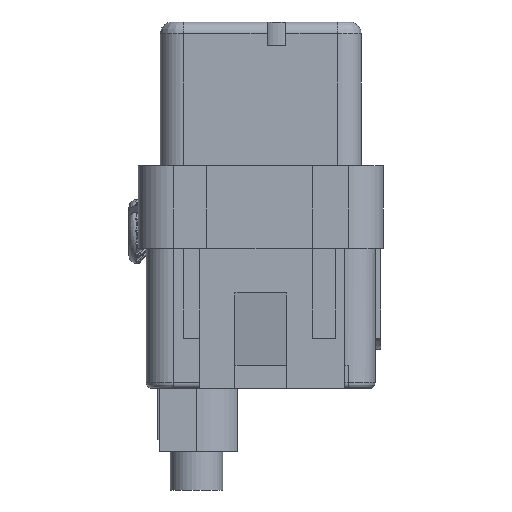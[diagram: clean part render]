
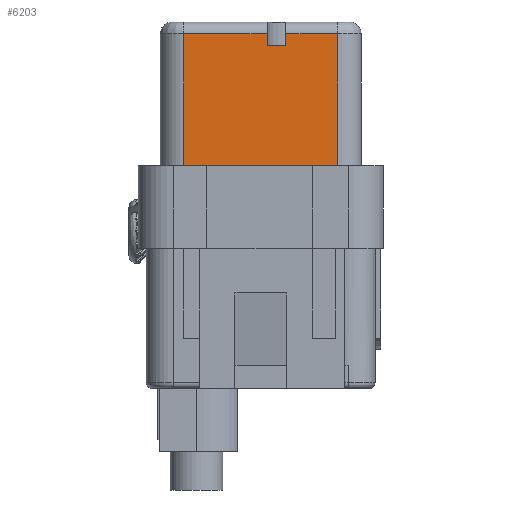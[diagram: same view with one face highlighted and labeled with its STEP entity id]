
A CAD part, left-side view. The second image highlights one B-rep face of the part: STEP entity #6203.
In plain terms, the highlighted planar face has unit normal (-1, 0, 0).
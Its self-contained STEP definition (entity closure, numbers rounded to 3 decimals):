
#4874=PLANE('',#20794);
#5524=FACE_OUTER_BOUND('',#7186,.T.);
#6203=ADVANCED_FACE('',(#5524),#4874,.T.);
#7186=EDGE_LOOP('',(#10625,#10626,#10627,#10628,#10629,#10630,#10631,#10632));
#10625=ORIENTED_EDGE('',*,*,#14249,.T.);
#10626=ORIENTED_EDGE('',*,*,#14248,.F.);
#10627=ORIENTED_EDGE('',*,*,#14250,.F.);
#10628=ORIENTED_EDGE('',*,*,#14251,.T.);
#10629=ORIENTED_EDGE('',*,*,#14252,.T.);
#10630=ORIENTED_EDGE('',*,*,#14253,.T.);
#10631=ORIENTED_EDGE('',*,*,#14254,.T.);
#10632=ORIENTED_EDGE('',*,*,#14255,.T.);
#12379=VERTEX_POINT('',#34405);
#12380=VERTEX_POINT('',#34433);
#12381=VERTEX_POINT('',#34437);
#12382=VERTEX_POINT('',#34439);
#12383=VERTEX_POINT('',#34441);
#12384=VERTEX_POINT('',#34443);
#12385=VERTEX_POINT('',#34445);
#12386=VERTEX_POINT('',#34447);
#14248=EDGE_CURVE('',#12380,#12379,#17364,.T.);
#14249=EDGE_CURVE('',#12381,#12379,#17365,.T.);
#14250=EDGE_CURVE('',#12382,#12380,#17366,.T.);
#14251=EDGE_CURVE('',#12382,#12383,#17367,.T.);
#14252=EDGE_CURVE('',#12383,#12384,#17368,.T.);
#14253=EDGE_CURVE('',#12384,#12385,#17369,.T.);
#14254=EDGE_CURVE('',#12385,#12386,#17370,.T.);
#14255=EDGE_CURVE('',#12386,#12381,#17371,.T.);
#17364=LINE('',#34434,#18728);
#17365=LINE('',#34436,#18729);
#17366=LINE('',#34438,#18730);
#17367=LINE('',#34440,#18731);
#17368=LINE('',#34442,#18732);
#17369=LINE('',#34444,#18733);
#17370=LINE('',#34446,#18734);
#17371=LINE('',#34448,#18735);
#18728=VECTOR('',#23472,1.);
#18729=VECTOR('',#23475,1.);
#18730=VECTOR('',#23476,1.);
#18731=VECTOR('',#23477,1.);
#18732=VECTOR('',#23478,1.);
#18733=VECTOR('',#23479,1.);
#18734=VECTOR('',#23480,1.);
#18735=VECTOR('',#23481,1.);
#20794=AXIS2_PLACEMENT_3D('',#34449,#23482,#23483);
#23472=DIRECTION('',(0.,0.,1.));
#23475=DIRECTION('',(0.,1.,0.));
#23476=DIRECTION('',(0.,1.,0.));
#23477=DIRECTION('',(0.,0.,1.));
#23478=DIRECTION('',(0.,1.,0.));
#23479=DIRECTION('',(0.,0.,-1.));
#23480=DIRECTION('',(0.,1.,0.));
#23481=DIRECTION('',(0.,0.,1.));
#23482=DIRECTION('',(-1.,0.,0.));
#23483=DIRECTION('',(0.,-1.,0.));
#34405=CARTESIAN_POINT('',(-6.169,10.595,21.057));
#34433=CARTESIAN_POINT('',(-6.169,10.595,9.757));
#34434=CARTESIAN_POINT('',(-6.169,10.595,9.757));
#34436=CARTESIAN_POINT('',(-6.169,3.445,21.057));
#34437=CARTESIAN_POINT('',(-6.169,3.445,21.057));
#34438=CARTESIAN_POINT('',(-6.169,-2.605,9.757));
#34439=CARTESIAN_POINT('',(-6.169,-2.605,9.757));
#34440=CARTESIAN_POINT('',(-6.169,-2.605,9.757));
#34441=CARTESIAN_POINT('',(-6.169,-2.605,21.057));
#34442=CARTESIAN_POINT('',(-6.169,-2.605,21.057));
#34443=CARTESIAN_POINT('',(-6.169,1.845,21.057));
#34444=CARTESIAN_POINT('',(-6.169,1.845,21.057));
#34445=CARTESIAN_POINT('',(-6.169,1.845,20.057));
#34446=CARTESIAN_POINT('',(-6.169,1.845,20.057));
#34447=CARTESIAN_POINT('',(-6.169,3.445,20.057));
#34448=CARTESIAN_POINT('',(-6.169,3.445,20.057));
#34449=CARTESIAN_POINT('',(-6.169,10.595,9.757));
